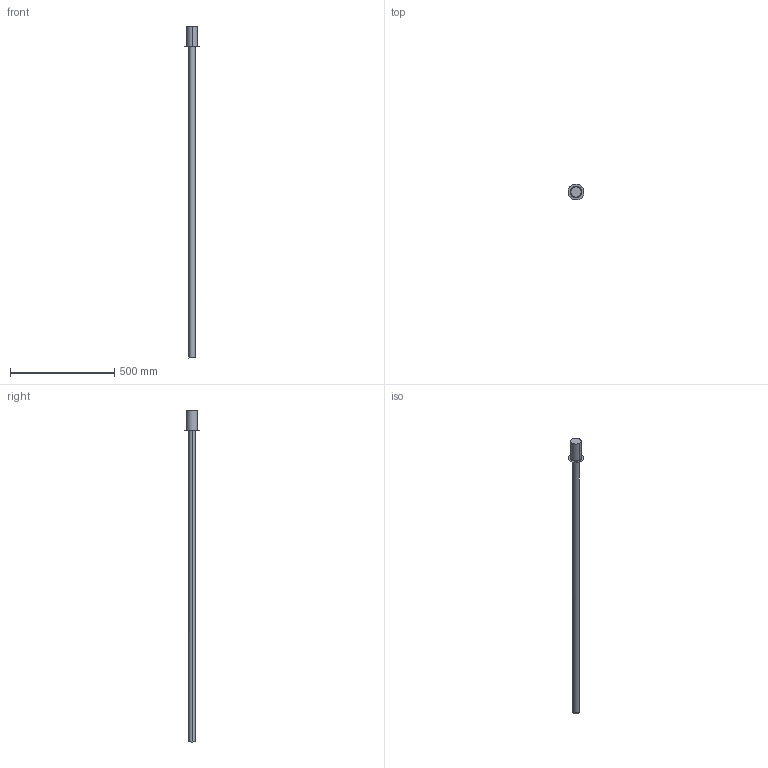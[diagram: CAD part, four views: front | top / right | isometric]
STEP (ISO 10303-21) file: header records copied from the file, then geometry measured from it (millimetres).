
FILE_DESCRIPTION(/* description */ (''),/* implementation_level */ '2;1');
FILE_NAME(/* name */ '165000_IOSIF',/* time_stamp */ '2016-05-18T10:51:29+02:00',/* author */ (''),/* organization */ (''),/* preprocessor_version */ 'ST-DEVELOPER v10',/* originating_system */ '',/* authorisation */ '');
FILE_SCHEMA (('CONFIG_CONTROL_DESIGN'));
Length unit declared in the file: millimetre
Products named in the file (2): 1; 2
Assembly tree (1 placements, depth 2):
  1
    2
Bounding box: 76.21 x 76.24 x 1595.67 mm (x, y, z)
Surface area: 169445.9 mm2 (no closed solid volume)
Topology: 0 solids, 9 shells, 40 faces, 98 edges, 66 vertices
Faces by surface type: bspline 32, plane 8
Entity records: 1899 total; most frequent: CARTESIAN_POINT 1211, ORIENTED_EDGE 158, EDGE_CURVE 92, VERTEX_POINT 64, EDGE_LOOP 45, ADVANCED_FACE 40, FACE_OUTER_BOUND 40, DIRECTION 20
